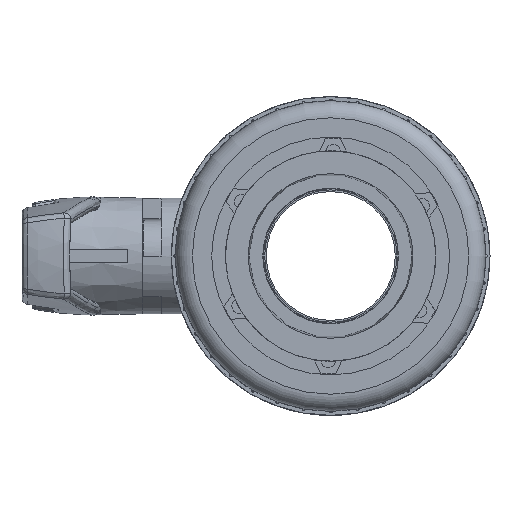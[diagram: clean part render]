
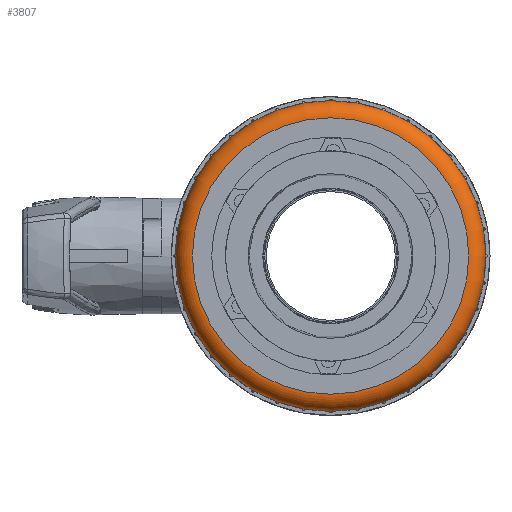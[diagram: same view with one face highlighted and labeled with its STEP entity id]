
A CAD part, left-side view. The second image highlights one B-rep face of the part: STEP entity #3807.
In plain terms, the highlighted toroidal (fillet/blend) face has major radius 75.523 mm and minor radius 9.267 mm.
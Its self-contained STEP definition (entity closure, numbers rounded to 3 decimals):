
#110=TOROIDAL_SURFACE('',#14743,75.523,9.267);
#3807=ADVANCED_FACE('',(#4719,#4720),#110,.T.);
#4719=FACE_BOUND('',#5055,.T.);
#4720=FACE_BOUND('',#5056,.T.);
#5055=EDGE_LOOP('',(#6345));
#5056=EDGE_LOOP('',(#6346));
#6345=ORIENTED_EDGE('',*,*,#11811,.F.);
#6346=ORIENTED_EDGE('',*,*,#11920,.F.);
#10380=VERTEX_POINT('',#20584);
#10453=VERTEX_POINT('',#21847);
#11811=EDGE_CURVE('',#10380,#10380,#13879,.T.);
#11920=EDGE_CURVE('',#10453,#10453,#13880,.T.);
#13879=CIRCLE('',#14732,84.79);
#13880=CIRCLE('',#14734,75.523);
#14732=AXIS2_PLACEMENT_3D('',#20583,#16522,#16523);
#14734=AXIS2_PLACEMENT_3D('',#21846,#16598,#16599);
#14743=AXIS2_PLACEMENT_3D('',#22387,#16618,#16619);
#16522=DIRECTION('',(1.,0.,0.));
#16523=DIRECTION('',(0.,1.,0.));
#16598=DIRECTION('',(-1.,0.,0.));
#16599=DIRECTION('',(0.,1.,0.));
#16618=DIRECTION('',(1.,0.,0.));
#16619=DIRECTION('',(0.,-1.,0.));
#20583=CARTESIAN_POINT('',(509.907,-1.25,0.));
#20584=CARTESIAN_POINT('',(509.907,83.54,0.));
#21846=CARTESIAN_POINT('',(500.64,-1.25,0.));
#21847=CARTESIAN_POINT('',(500.64,74.273,0.));
#22387=CARTESIAN_POINT('',(509.907,-1.25,0.));
